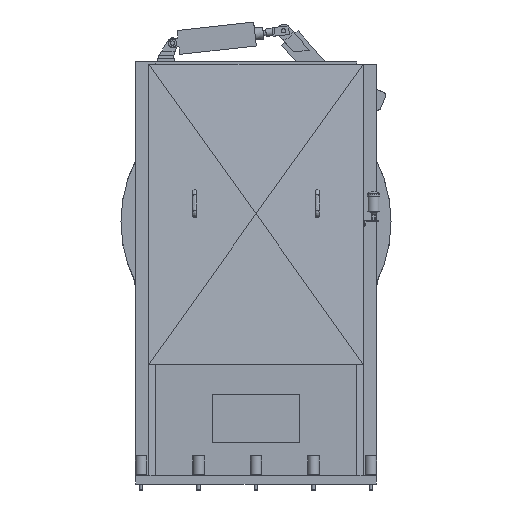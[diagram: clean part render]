
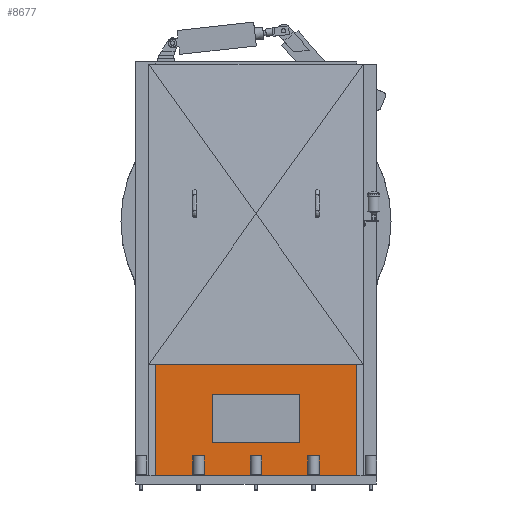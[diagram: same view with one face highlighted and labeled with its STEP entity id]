
A CAD part, left-side view. The second image highlights one B-rep face of the part: STEP entity #8677.
In plain terms, the highlighted planar face has unit normal (-1, 0, 0).
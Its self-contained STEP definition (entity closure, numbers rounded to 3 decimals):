
#1806=LINE('',#29791,#3375);
#1819=LINE('',#29814,#3388);
#1827=LINE('',#29838,#3396);
#1856=LINE('',#29902,#3425);
#1921=LINE('',#30115,#3490);
#1922=LINE('',#30118,#3491);
#1923=LINE('',#30120,#3492);
#1924=LINE('',#30122,#3493);
#3375=VECTOR('',#24181,1.);
#3388=VECTOR('',#24202,1.);
#3396=VECTOR('',#24224,1.);
#3425=VECTOR('',#24291,1.);
#3490=VECTOR('',#24516,1.);
#3491=VECTOR('',#24517,1.);
#3492=VECTOR('',#24518,1.);
#3493=VECTOR('',#24519,1.);
#8677=ADVANCED_FACE('',(#10171,#10172),#9411,.T.);
#9411=PLANE('',#21144);
#10171=FACE_BOUND('',#11195,.T.);
#10172=FACE_BOUND('',#11196,.T.);
#11195=EDGE_LOOP('',(#14321,#14322,#14323,#14324));
#11196=EDGE_LOOP('',(#14325,#14326,#14327,#14328));
#14321=ORIENTED_EDGE('',*,*,#18800,.F.);
#14322=ORIENTED_EDGE('',*,*,#18758,.T.);
#14323=ORIENTED_EDGE('',*,*,#18745,.F.);
#14324=ORIENTED_EDGE('',*,*,#18769,.F.);
#14325=ORIENTED_EDGE('',*,*,#18897,.F.);
#14326=ORIENTED_EDGE('',*,*,#18898,.F.);
#14327=ORIENTED_EDGE('',*,*,#18899,.F.);
#14328=ORIENTED_EDGE('',*,*,#18900,.F.);
#16892=VERTEX_POINT('',#29790);
#16893=VERTEX_POINT('',#29792);
#16899=VERTEX_POINT('',#29815);
#16907=VERTEX_POINT('',#29837);
#16992=VERTEX_POINT('',#30116);
#16993=VERTEX_POINT('',#30117);
#16994=VERTEX_POINT('',#30119);
#16995=VERTEX_POINT('',#30121);
#18745=EDGE_CURVE('',#16892,#16893,#1806,.T.);
#18758=EDGE_CURVE('',#16899,#16893,#1819,.T.);
#18769=EDGE_CURVE('',#16907,#16892,#1827,.T.);
#18800=EDGE_CURVE('',#16899,#16907,#1856,.T.);
#18897=EDGE_CURVE('',#16992,#16993,#1921,.T.);
#18898=EDGE_CURVE('',#16994,#16992,#1922,.T.);
#18899=EDGE_CURVE('',#16995,#16994,#1923,.T.);
#18900=EDGE_CURVE('',#16993,#16995,#1924,.T.);
#21144=AXIS2_PLACEMENT_3D('',#30123,#24520,#24521);
#24181=DIRECTION('',(0.,0.,1.));
#24202=DIRECTION('',(0.,1.,0.));
#24224=DIRECTION('',(0.,1.,0.));
#24291=DIRECTION('',(0.,0.,-1.));
#24516=DIRECTION('',(0.,1.,0.));
#24517=DIRECTION('',(0.,0.,1.));
#24518=DIRECTION('',(0.,-1.,0.));
#24519=DIRECTION('',(0.,0.,-1.));
#24520=DIRECTION('',(-1.,0.,0.));
#24521=DIRECTION('',(0.,-1.,0.));
#29790=CARTESIAN_POINT('',(-715.,460.112,-1160.));
#29791=CARTESIAN_POINT('',(-715.,460.112,-1160.));
#29792=CARTESIAN_POINT('',(-715.,460.112,-652.777));
#29814=CARTESIAN_POINT('',(-715.,0.112,-652.777));
#29815=CARTESIAN_POINT('',(-715.,-459.888,-652.777));
#29837=CARTESIAN_POINT('',(-715.,-459.888,-1160.));
#29838=CARTESIAN_POINT('',(-715.,-459.888,-1160.));
#29902=CARTESIAN_POINT('',(-715.,-459.888,-640.));
#30115=CARTESIAN_POINT('',(-715.,-199.888,-790.));
#30116=CARTESIAN_POINT('',(-715.,-199.888,-790.));
#30117=CARTESIAN_POINT('',(-715.,200.112,-790.));
#30118=CARTESIAN_POINT('',(-715.,-199.888,-1010.));
#30119=CARTESIAN_POINT('',(-715.,-199.888,-1010.));
#30120=CARTESIAN_POINT('',(-715.,200.112,-1010.));
#30121=CARTESIAN_POINT('',(-715.,200.112,-1010.));
#30122=CARTESIAN_POINT('',(-715.,200.112,-790.));
#30123=CARTESIAN_POINT('',(-715.,460.112,-640.));
